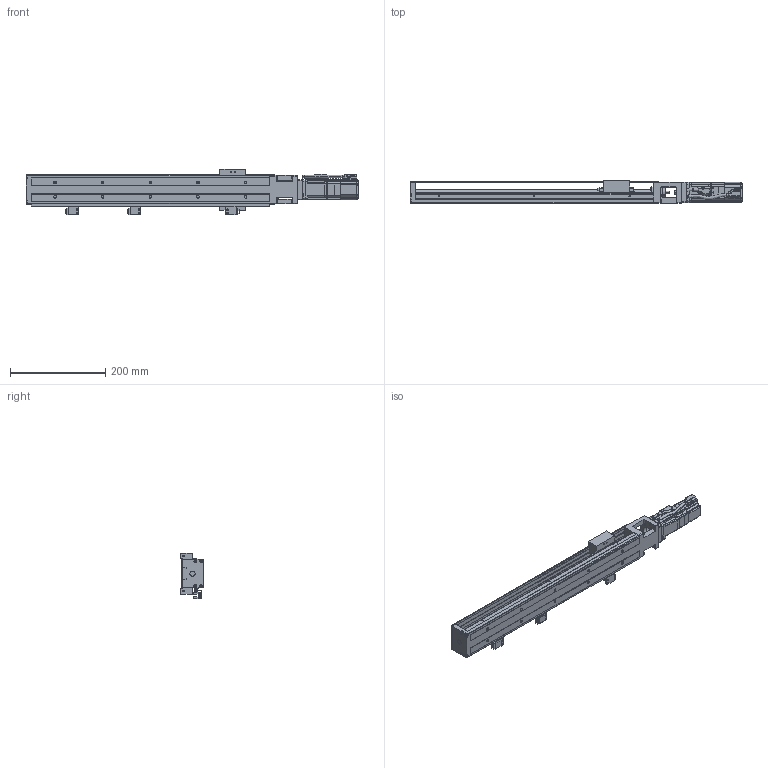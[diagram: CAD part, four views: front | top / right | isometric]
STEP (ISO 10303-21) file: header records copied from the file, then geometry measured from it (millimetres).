
FILE_DESCRIPTION((''),'2;1');
FILE_NAME('KK60-500A1-F2CS2M50-B_ASM','2015-06-13T',('Administrator'),(''),'PRO/ENGINEER BY PARAMETRIC TECHNOLOGY CORPORATION, 2010180','PRO/ENGINEER BY PARAMETRIC TECHNOLOGY CORPORATION, 2010180','');
FILE_SCHEMA(('CONFIG_CONTROL_DESIGN'));
Products named in the file (29): KK60-RAIL_72; KK60-BLOCK_37; KK60-500A1-F0C_ASM_12_ASM; KK60-500A1-F0C_ASM; 500; EE-SX674-1_1; EE-SX674-2_2; EE-SX674-3_1; S2500_ASM; KK60-F2; PRT0001; PRT0002; PRT0003; ASM0001_ASM; 0013_43; PRT0004; PRT0005; PRT0006; PRT0007; 0014_31; PRT0008; PRT0009; 0015_7; PRT0010; PRT0011; ASM004_ASM_8_ASM; ASM008_ASM_4_ASM; AC50W-B_ASM; KK60-500A1-F2CS2M50-B_ASM
Assembly tree (39 placements, depth 6):
  KK60-500A1-F2CS2M50-B_ASM
    KK60-500A1-F0C_ASM
      KK60-500A1-F0C_ASM_12_ASM
        KK60-RAIL_72
        KK60-BLOCK_37
    S2500_ASM
      500
      EE-SX674-1_1
      EE-SX674-2_2
      EE-SX674-3_1
    KK60-F2
    AC50W-B_ASM
      ASM008_ASM_4_ASM
        ASM004_ASM_8_ASM
          PRT0001
          ASM0001_ASM
            PRT0002
            PRT0003
          0013_43
          PRT0004
          PRT0005
          PRT0006
          PRT0007
          0014_31
          PRT0008  x2
          PRT0009  x8
          0015_7
          PRT0010  x4
          PRT0011
Bounding box: 697 x 48 x 95.85 mm (x, y, z)
Volume: 1005688.5 mm3; surface area: 340593.3 mm2
Topology: 32 solids, 40 shells, 2220 faces, 5833 edges, 3801 vertices
Faces by surface type: plane 1242, cylinder 715, torus 96, cone 93, sphere 40, bspline 34
Entity records: 66118 total; most frequent: CARTESIAN_POINT 16534, DIRECTION 10280, ORIENTED_EDGE 10130, EDGE_CURVE 5065, AXIS2_PLACEMENT_3D 3562, VERTEX_POINT 3313, VECTOR 3156, LINE 3156
